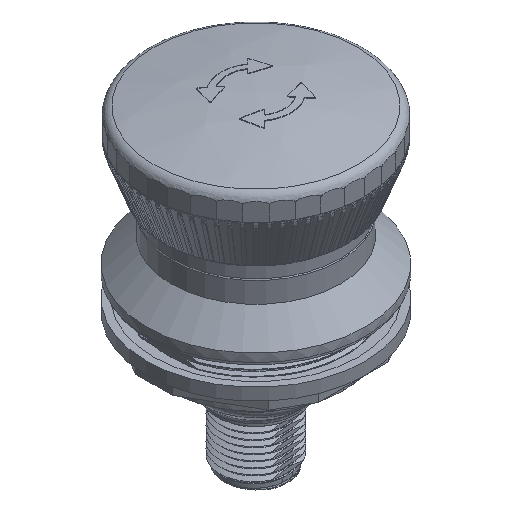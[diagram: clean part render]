
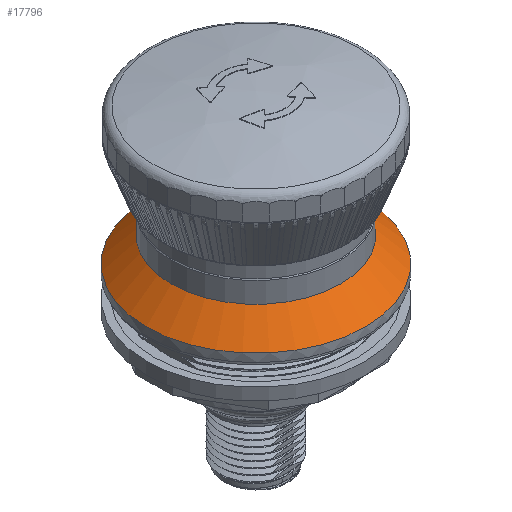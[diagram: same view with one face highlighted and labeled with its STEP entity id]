
A CAD part, isometric view. The second image highlights one B-rep face of the part: STEP entity #17796.
In plain terms, the highlighted conical face has half-angle 45 degrees and reference radius 15.963 mm.
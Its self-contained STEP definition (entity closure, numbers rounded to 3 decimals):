
#313=CONICAL_SURFACE('',#18840,15.963,0.785);
#1472=FACE_OUTER_BOUND('',#2466,.T.);
#2466=EDGE_LOOP('',(#13032,#13033,#13034,#13035,#13036,#13037));
#3364=CIRCLE('',#18838,18.);
#3365=CIRCLE('',#18839,18.);
#3366=CIRCLE('',#18841,13.925);
#3367=CIRCLE('',#18842,13.925);
#5190=LINE('',#33213,#6098);
#6098=VECTOR('',#21047,15.963);
#7297=VERTEX_POINT('',#33203);
#7298=VERTEX_POINT('',#33204);
#7299=VERTEX_POINT('',#33209);
#7300=VERTEX_POINT('',#33210);
#9474=EDGE_CURVE('',#7297,#7298,#3364,.T.);
#9475=EDGE_CURVE('',#7298,#7297,#3365,.T.);
#9477=EDGE_CURVE('',#7299,#7300,#3366,.T.);
#9478=EDGE_CURVE('',#7300,#7299,#3367,.T.);
#9479=EDGE_CURVE('',#7300,#7298,#5190,.T.);
#13032=ORIENTED_EDGE('',*,*,#9477,.F.);
#13033=ORIENTED_EDGE('',*,*,#9478,.F.);
#13034=ORIENTED_EDGE('',*,*,#9479,.T.);
#13035=ORIENTED_EDGE('',*,*,#9475,.T.);
#13036=ORIENTED_EDGE('',*,*,#9474,.T.);
#13037=ORIENTED_EDGE('',*,*,#9479,.F.);
#17796=ADVANCED_FACE('',(#1472),#313,.T.);
#18838=AXIS2_PLACEMENT_3D('',#33205,#21036,#21037);
#18839=AXIS2_PLACEMENT_3D('',#33206,#21038,#21039);
#18840=AXIS2_PLACEMENT_3D('',#33208,#21041,#21042);
#18841=AXIS2_PLACEMENT_3D('',#33211,#21043,#21044);
#18842=AXIS2_PLACEMENT_3D('',#33212,#21045,#21046);
#21036=DIRECTION('center_axis',(0.,0.,
1.));
#21037=DIRECTION('ref_axis',(0.,-1.,0.));
#21038=DIRECTION('center_axis',(0.,0.,
1.));
#21039=DIRECTION('ref_axis',(0.,-1.,0.));
#21041=DIRECTION('center_axis',(0.,0.,
-1.));
#21042=DIRECTION('ref_axis',(0.,-1.,0.));
#21043=DIRECTION('center_axis',(0.,0.,
1.));
#21044=DIRECTION('ref_axis',(0.,-1.,0.));
#21045=DIRECTION('center_axis',(0.,0.,
1.));
#21046=DIRECTION('ref_axis',(0.,-1.,0.));
#21047=DIRECTION('',(0.,0.707,-0.707));
#33203=CARTESIAN_POINT('',(0.,-18.,-2.55));
#33204=CARTESIAN_POINT('',(0.,18.,-2.55));
#33205=CARTESIAN_POINT('Origin',(0.,0.,
-2.55));
#33206=CARTESIAN_POINT('Origin',(0.,0.,
-2.55));
#33208=CARTESIAN_POINT('Origin',(0.,0.,
-0.513));
#33209=CARTESIAN_POINT('',(0.,-13.925,1.525));
#33210=CARTESIAN_POINT('',(0.,13.925,1.525));
#33211=CARTESIAN_POINT('Origin',(0.,0.,
1.525));
#33212=CARTESIAN_POINT('Origin',(0.,0.,
1.525));
#33213=CARTESIAN_POINT('',(0.,15.963,-0.513));
